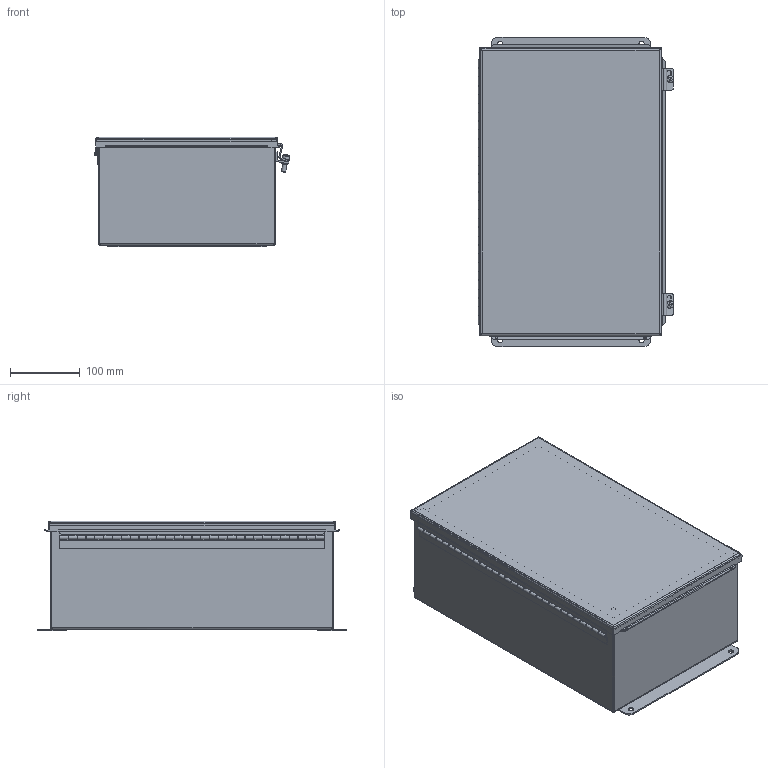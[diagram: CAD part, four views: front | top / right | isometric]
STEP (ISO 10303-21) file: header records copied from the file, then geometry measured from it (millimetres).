
FILE_DESCRIPTION(/* description */ ('JIC,CS,CONT HINGE,16X10X6'),/* implementation_level */ '2;1');
FILE_NAME(/* name */ 'B161006CH.stp',/* time_stamp */ '2021-10-23T15:50:24-05:00',/* author */ ('DN'),/* organization */ (''),/* preprocessor_version */ 'ST-DEVELOPER v18',/* originating_system */ 'Autodesk Inventor 2020',/* authorisation */ '');
FILE_SCHEMA (('AUTOMOTIVE_DESIGN { 1 0 10303 214 3 1 1 }','AP242_MANAGED_MODEL_BASED_3D_ENGINEERING_MIM_LF { 1 0 10303 442 1 1 4 }'));
Length unit declared in the file: inch
Products named in the file (14): B161006CH; 3499; 3484; C1001; C1002; 372134; B_161006_BKP; 328129; 328125LH; 328125P; 328125TH; 316169 (16x10); 38811; B_1610CH_LID
Assembly tree (21 placements, depth 3):
  B161006CH
    3499  x4
    3484  x2
    C1001  x2
    C1002  x2
    372134  x2
    B_161006_BKP
    328129
      328125LH
      328125P
      328125TH
    316169 (16x10)  x2
    38811
    B_1610CH_LID
Bounding box: 281.48 x 444.5 x 157.84 mm (x, y, z)
Volume: 822823.1 mm3; surface area: 1027733.4 mm2
Topology: 20 solids, 20 shells, 545 faces, 1389 edges, 893 vertices
Faces by surface type: plane 343, cylinder 147, bspline 46, sphere 4, cone 3, torus 2
Full cylindrical faces by diameter (mm): 2.54 x1, 2.957 x30, 3.556 x2, 3.962 x4, 4.826 x1, 4.978 x2, 6.35 x3, 7.62 x4, 7.874 x4, 8.738 x2, 10.402 x2, 15.875 x4
Entity records: 15057 total; most frequent: CARTESIAN_POINT 3385, ORIENTED_EDGE 2254, DIRECTION 2168, EDGE_CURVE 1127, LINE 826, VECTOR 826, VERTEX_POINT 715, AXIS2_PLACEMENT_3D 671
